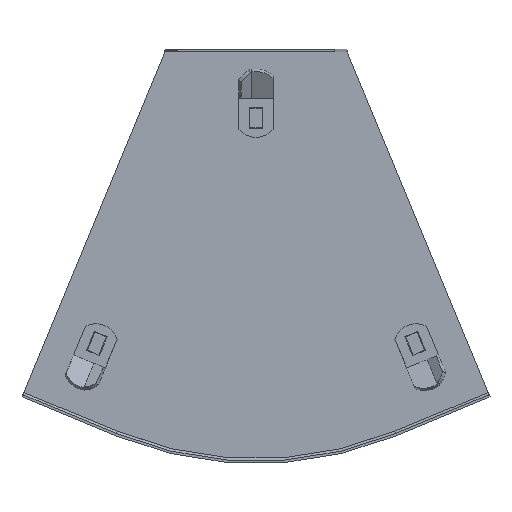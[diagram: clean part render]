
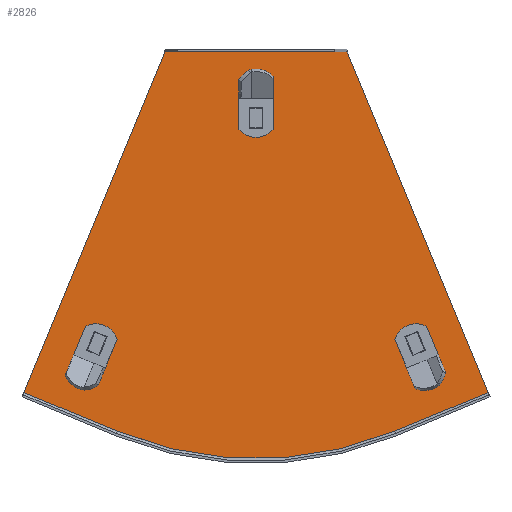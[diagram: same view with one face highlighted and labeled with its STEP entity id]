
A CAD part, front view. The second image highlights one B-rep face of the part: STEP entity #2826.
In plain terms, the highlighted planar face has unit normal (0, -1, 0).
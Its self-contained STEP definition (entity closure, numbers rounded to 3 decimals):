
#22 = CIRCLE ( 'NONE', #2751, 6.15 ) ;
#38 = DIRECTION ( 'NONE',  ( 0., 0., 1. ) ) ;
#43 = VERTEX_POINT ( 'NONE', #1701 ) ;
#99 = CARTESIAN_POINT ( 'NONE',  ( -37.399, -1., -12.621 ) ) ;
#157 = EDGE_CURVE ( 'NONE', #551, #2043, #1492, .T. ) ;
#164 = CIRCLE ( 'NONE', #2852, 6.15 ) ;
#191 = AXIS2_PLACEMENT_3D ( 'NONE', #2319, #2276, #38 ) ;
#265 = EDGE_CURVE ( 'NONE', #1267, #1560, #22, .T. ) ;
#338 = DIRECTION ( 'NONE',  ( 0., 0., 1. ) ) ;
#347 = CARTESIAN_POINT ( 'NONE',  ( 37.278, -1., -12.27 ) ) ;
#386 = CIRCLE ( 'NONE', #1985, 6.15 ) ;
#394 = PLANE ( 'NONE',  #1921 ) ;
#422 = VERTEX_POINT ( 'NONE', #2789 ) ;
#456 = ORIENTED_EDGE ( 'NONE', *, *, #2217, .F. ) ;
#471 = EDGE_CURVE ( 'NONE', #1504, #43, #2936, .T. ) ;
#472 = CIRCLE ( 'NONE', #1871, 148.5 ) ;
#501 = CARTESIAN_POINT ( 'NONE',  ( 0., -1., -30.578 ) ) ;
#533 = CARTESIAN_POINT ( 'NONE',  ( 56.857, -1., -167.762 ) ) ;
#538 = DIRECTION ( 'NONE',  ( -0.924, 0., 0.383 ) ) ;
#541 = CARTESIAN_POINT ( 'NONE',  ( -37.278, -1., -12.27 ) ) ;
#551 = VERTEX_POINT ( 'NONE', #976 ) ;
#564 = CARTESIAN_POINT ( 'NONE',  ( 37.278, -1., -12.27 ) ) ;
#599 = CARTESIAN_POINT ( 'NONE',  ( -95.195, -1., -151.873 ) ) ;
#612 = CARTESIAN_POINT ( 'NONE',  ( 0., -1., -12.27 ) ) ;
#661 = LINE ( 'NONE', #2175, #2779 ) ;
#689 = EDGE_CURVE ( 'NONE', #2422, #1874, #2453, .T. ) ;
#717 = CARTESIAN_POINT ( 'NONE',  ( -37.331, -1., -12.448 ) ) ;
#749 = VERTEX_POINT ( 'NONE', #2707 ) ;
#753 = DIRECTION ( 'NONE',  ( 0., 0., 1. ) ) ;
#767 = DIRECTION ( 'NONE',  ( 0., 0., 1. ) ) ;
#785 = EDGE_LOOP ( 'NONE', ( #2860, #1557 ) ) ;
#799 = CARTESIAN_POINT ( 'NONE',  ( -95.195, -1., -151.873 ) ) ;
#803 = DIRECTION ( 'NONE',  ( 0.383, 0., 0.924 ) ) ;
#850 = ORIENTED_EDGE ( 'NONE', *, *, #471, .F. ) ;
#854 = EDGE_CURVE ( 'NONE', #43, #2518, #1738, .T. ) ;
#866 = EDGE_CURVE ( 'NONE', #1874, #2422, #386, .T. ) ;
#868 = ORIENTED_EDGE ( 'NONE', *, *, #689, .F. ) ;
#873 = DIRECTION ( 'NONE',  ( 0., -1., 0. ) ) ;
#877 = LINE ( 'NONE', #599, #2230 ) ;
#959 = CARTESIAN_POINT ( 'NONE',  ( -37.655, -1., -13.112 ) ) ;
#968 = VERTEX_POINT ( 'NONE', #1091 ) ;
#969 = CARTESIAN_POINT ( 'NONE',  ( -56.857, -1., -167.762 ) ) ;
#972 = VECTOR ( 'NONE', #1945, 1000. ) ;
#976 = CARTESIAN_POINT ( 'NONE',  ( 65.232, -1., -125.666 ) ) ;
#993 = CARTESIAN_POINT ( 'NONE',  ( 37.655, -1., -13.112 ) ) ;
#1021 = EDGE_LOOP ( 'NONE', ( #1806, #1194, #1577, #850, #2704, #2233, #456, #2352 ) ) ;
#1028 = CARTESIAN_POINT ( 'NONE',  ( -65.232, -1., -125.666 ) ) ;
#1091 = CARTESIAN_POINT ( 'NONE',  ( 95.195, -1., -151.873 ) ) ;
#1106 = LINE ( 'NONE', #969, #2921 ) ;
#1115 = DIRECTION ( 'NONE',  ( -0.924, 0., -0.383 ) ) ;
#1193 = EDGE_CURVE ( 'NONE', #422, #2873, #1106, .T. ) ;
#1194 = ORIENTED_EDGE ( 'NONE', *, *, #1250, .T. ) ;
#1225 = CARTESIAN_POINT ( 'NONE',  ( 37.75, -1., -13.27 ) ) ;
#1248 = CARTESIAN_POINT ( 'NONE',  ( 0., -1., -45.45 ) ) ;
#1250 = EDGE_CURVE ( 'NONE', #749, #2518, #1788, .T. ) ;
#1267 = VERTEX_POINT ( 'NONE', #1028 ) ;
#1296 = CARTESIAN_POINT ( 'NONE',  ( 65.232, -1., -131.816 ) ) ;
#1304 = DIRECTION ( 'NONE',  ( 0., 0., 1. ) ) ;
#1305 = DIRECTION ( 'NONE',  ( 0., 0., 1. ) ) ;
#1336 = CARTESIAN_POINT ( 'NONE',  ( -37.75, -1., -13.27 ) ) ;
#1401 = CARTESIAN_POINT ( 'NONE',  ( -65.232, -1., -137.966 ) ) ;
#1417 = EDGE_LOOP ( 'NONE', ( #1564, #1972 ) ) ;
#1462 = CARTESIAN_POINT ( 'NONE',  ( 37.399, -1., -12.621 ) ) ;
#1466 = AXIS2_PLACEMENT_3D ( 'NONE', #1296, #1541, #1305 ) ;
#1485 = DIRECTION ( 'NONE',  ( 0., 0., 1. ) ) ;
#1488 = EDGE_CURVE ( 'NONE', #968, #1609, #2702, .T. ) ;
#1492 = CIRCLE ( 'NONE', #1466, 6.15 ) ;
#1503 = CARTESIAN_POINT ( 'NONE',  ( 0., -1., -39.3 ) ) ;
#1504 = VERTEX_POINT ( 'NONE', #1336 ) ;
#1541 = DIRECTION ( 'NONE',  ( 0., -1., 0. ) ) ;
#1557 = ORIENTED_EDGE ( 'NONE', *, *, #2632, .F. ) ;
#1560 = VERTEX_POINT ( 'NONE', #1401 ) ;
#1564 = ORIENTED_EDGE ( 'NONE', *, *, #157, .F. ) ;
#1577 = ORIENTED_EDGE ( 'NONE', *, *, #854, .F. ) ;
#1594 = CARTESIAN_POINT ( 'NONE',  ( 95.195, -1., -151.873 ) ) ;
#1609 = VERTEX_POINT ( 'NONE', #533 ) ;
#1701 = CARTESIAN_POINT ( 'NONE',  ( -37.278, -1., -12.27 ) ) ;
#1722 = CARTESIAN_POINT ( 'NONE',  ( 0., -1., -33.15 ) ) ;
#1725 = AXIS2_PLACEMENT_3D ( 'NONE', #1503, #2678, #753 ) ;
#1731 = CARTESIAN_POINT ( 'NONE',  ( 0., -1., -39.3 ) ) ;
#1738 = LINE ( 'NONE', #612, #972 ) ;
#1749 = CIRCLE ( 'NONE', #191, 6.15 ) ;
#1788 = B_SPLINE_CURVE_WITH_KNOTS ( 'NONE', 3,
 ( #1225, #993, #2885, #1462, #2644, #347 ),
 .UNSPECIFIED., .F., .F.,
 ( 4, 2, 4 ),
 ( 0.003, 0.003, 0.004 ),
 .UNSPECIFIED. ) ;
#1806 = ORIENTED_EDGE ( 'NONE', *, *, #2448, .F. ) ;
#1853 = CARTESIAN_POINT ( 'NONE',  ( -37.75, -1., -13.27 ) ) ;
#1871 = AXIS2_PLACEMENT_3D ( 'NONE', #501, #2149, #338 ) ;
#1874 = VERTEX_POINT ( 'NONE', #1722 ) ;
#1921 = AXIS2_PLACEMENT_3D ( 'NONE', #2924, #2209, #1304 ) ;
#1923 = DIRECTION ( 'NONE',  ( 0.383, 0., -0.924 ) ) ;
#1945 = DIRECTION ( 'NONE',  ( 1., 0., 0. ) ) ;
#1972 = ORIENTED_EDGE ( 'NONE', *, *, #2135, .F. ) ;
#1985 = AXIS2_PLACEMENT_3D ( 'NONE', #1731, #2939, #1485 ) ;
#2043 = VERTEX_POINT ( 'NONE', #2291 ) ;
#2135 = EDGE_CURVE ( 'NONE', #2043, #551, #1749, .T. ) ;
#2144 = DIRECTION ( 'NONE',  ( 0., -1., 0. ) ) ;
#2149 = DIRECTION ( 'NONE',  ( 0., 1., 0. ) ) ;
#2175 = CARTESIAN_POINT ( 'NONE',  ( 32.25, -1., 0. ) ) ;
#2209 = DIRECTION ( 'NONE',  ( 0., 1., 0. ) ) ;
#2217 = EDGE_CURVE ( 'NONE', #1609, #422, #472, .T. ) ;
#2230 = VECTOR ( 'NONE', #803, 1000. ) ;
#2233 = ORIENTED_EDGE ( 'NONE', *, *, #1193, .F. ) ;
#2258 = EDGE_CURVE ( 'NONE', #2873, #1504, #877, .T. ) ;
#2276 = DIRECTION ( 'NONE',  ( 0., -1., 0. ) ) ;
#2291 = CARTESIAN_POINT ( 'NONE',  ( 65.232, -1., -137.966 ) ) ;
#2319 = CARTESIAN_POINT ( 'NONE',  ( 65.232, -1., -131.816 ) ) ;
#2321 = ORIENTED_EDGE ( 'NONE', *, *, #866, .F. ) ;
#2339 = FACE_BOUND ( 'NONE', #1417, .T. ) ;
#2352 = ORIENTED_EDGE ( 'NONE', *, *, #1488, .F. ) ;
#2422 = VERTEX_POINT ( 'NONE', #1248 ) ;
#2448 = EDGE_CURVE ( 'NONE', #749, #968, #661, .T. ) ;
#2453 = CIRCLE ( 'NONE', #1725, 6.15 ) ;
#2488 = DIRECTION ( 'NONE',  ( 0., 0., 1. ) ) ;
#2518 = VERTEX_POINT ( 'NONE', #564 ) ;
#2602 = CARTESIAN_POINT ( 'NONE',  ( -37.56, -1., -12.953 ) ) ;
#2626 = VECTOR ( 'NONE', #1115, 1000. ) ;
#2632 = EDGE_CURVE ( 'NONE', #1560, #1267, #164, .T. ) ;
#2642 = CARTESIAN_POINT ( 'NONE',  ( -65.232, -1., -131.816 ) ) ;
#2644 = CARTESIAN_POINT ( 'NONE',  ( 37.331, -1., -12.448 ) ) ;
#2678 = DIRECTION ( 'NONE',  ( 0., -1., 0. ) ) ;
#2691 = FACE_BOUND ( 'NONE', #785, .T. ) ;
#2702 = LINE ( 'NONE', #1594, #2626 ) ;
#2704 = ORIENTED_EDGE ( 'NONE', *, *, #2258, .F. ) ;
#2707 = CARTESIAN_POINT ( 'NONE',  ( 37.75, -1., -13.27 ) ) ;
#2721 = FACE_OUTER_BOUND ( 'NONE', #1021, .T. ) ;
#2724 = CARTESIAN_POINT ( 'NONE',  ( -65.232, -1., -131.816 ) ) ;
#2751 = AXIS2_PLACEMENT_3D ( 'NONE', #2724, #873, #2488 ) ;
#2779 = VECTOR ( 'NONE', #1923, 1000. ) ;
#2789 = CARTESIAN_POINT ( 'NONE',  ( -56.857, -1., -167.762 ) ) ;
#2826 = ADVANCED_FACE ( 'NONE', ( #2867, #2339, #2691, #2721 ), #394, .F. ) ;
#2852 = AXIS2_PLACEMENT_3D ( 'NONE', #2642, #2144, #767 ) ;
#2860 = ORIENTED_EDGE ( 'NONE', *, *, #265, .F. ) ;
#2867 = FACE_BOUND ( 'NONE', #2922, .T. ) ;
#2873 = VERTEX_POINT ( 'NONE', #799 ) ;
#2885 = CARTESIAN_POINT ( 'NONE',  ( 37.56, -1., -12.953 ) ) ;
#2921 = VECTOR ( 'NONE', #538, 1000. ) ;
#2922 = EDGE_LOOP ( 'NONE', ( #2321, #868 ) ) ;
#2924 = CARTESIAN_POINT ( 'NONE',  ( 0., -1., -30.578 ) ) ;
#2936 = B_SPLINE_CURVE_WITH_KNOTS ( 'NONE', 3,
 ( #1853, #959, #2602, #99, #717, #541 ),
 .UNSPECIFIED., .F., .F.,
 ( 4, 2, 4 ),
 ( 0.003, 0.003, 0.004 ),
 .UNSPECIFIED. ) ;
#2939 = DIRECTION ( 'NONE',  ( 0., -1., 0. ) ) ;
